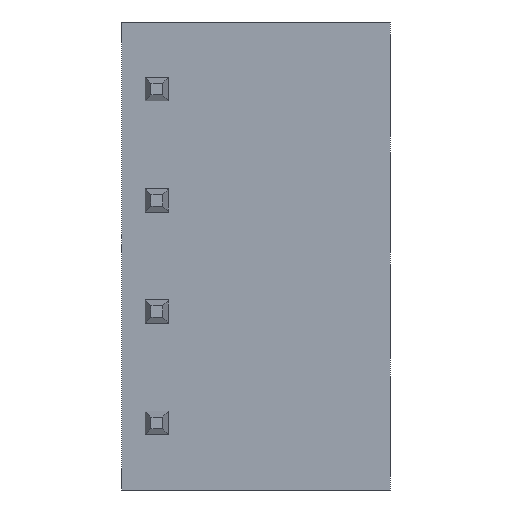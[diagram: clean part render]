
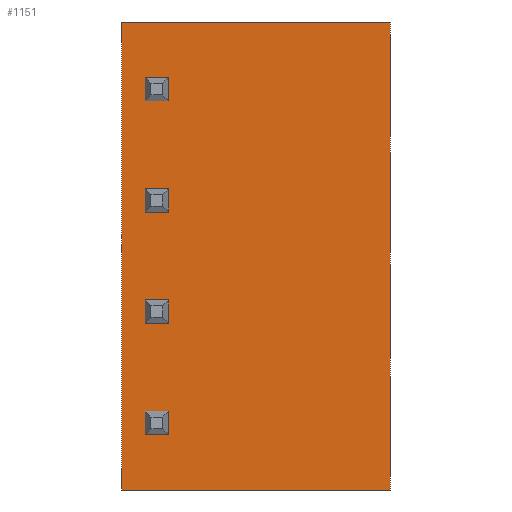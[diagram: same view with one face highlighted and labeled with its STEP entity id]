
A CAD part, left-side view. The second image highlights one B-rep face of the part: STEP entity #1151.
In plain terms, the highlighted planar face has unit normal (-1, 0, 0).
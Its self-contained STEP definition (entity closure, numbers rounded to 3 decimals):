
#189 = EDGE_CURVE('',#190,#192,#194,.T.);
#190 = VERTEX_POINT('',#191);
#191 = CARTESIAN_POINT('',(3.5,9.,5.32));
#192 = VERTEX_POINT('',#193);
#193 = CARTESIAN_POINT('',(3.5,9.,21.35));
#194 = LINE('',#195,#196);
#195 = CARTESIAN_POINT('',(3.5,9.,-9.92));
#196 = VECTOR('',#197,1.);
#197 = DIRECTION('',(0.,0.,1.));
#962 = VERTEX_POINT('',#963);
#963 = CARTESIAN_POINT('',(3.5,18.2,21.35));
#969 = EDGE_CURVE('',#962,#192,#970,.T.);
#970 = LINE('',#971,#972);
#971 = CARTESIAN_POINT('',(3.5,18.2,21.35));
#972 = VECTOR('',#973,1.);
#973 = DIRECTION('',(0.,-1.,0.));
#1077 = VERTEX_POINT('',#1078);
#1078 = CARTESIAN_POINT('',(3.5,18.2,5.32));
#1084 = EDGE_CURVE('',#1077,#962,#1085,.T.);
#1085 = LINE('',#1086,#1087);
#1086 = CARTESIAN_POINT('',(3.5,18.2,-9.92));
#1087 = VECTOR('',#1088,1.);
#1088 = DIRECTION('',(0.,0.,1.));
#1151 = ADVANCED_FACE('',(#1152,#1163,#1197,#1231,#1265),#1299,.T.);
#1152 = FACE_BOUND('',#1153,.T.);
#1153 = EDGE_LOOP('',(#1154,#1155,#1161,#1162));
#1154 = ORIENTED_EDGE('',*,*,#1084,.F.);
#1155 = ORIENTED_EDGE('',*,*,#1156,.T.);
#1156 = EDGE_CURVE('',#1077,#190,#1157,.T.);
#1157 = LINE('',#1158,#1159);
#1158 = CARTESIAN_POINT('',(3.5,18.2,5.32));
#1159 = VECTOR('',#1160,1.);
#1160 = DIRECTION('',(0.,-1.,0.));
#1161 = ORIENTED_EDGE('',*,*,#189,.T.);
#1162 = ORIENTED_EDGE('',*,*,#969,.F.);
#1163 = FACE_BOUND('',#1164,.T.);
#1164 = EDGE_LOOP('',(#1165,#1175,#1183,#1191));
#1165 = ORIENTED_EDGE('',*,*,#1166,.T.);
#1166 = EDGE_CURVE('',#1167,#1169,#1171,.T.);
#1167 = VERTEX_POINT('',#1168);
#1168 = CARTESIAN_POINT('',(3.5,16.6,19.45));
#1169 = VERTEX_POINT('',#1170);
#1170 = CARTESIAN_POINT('',(3.5,16.6,18.65));
#1171 = LINE('',#1172,#1173);
#1172 = CARTESIAN_POINT('',(3.5,16.6,19.45));
#1173 = VECTOR('',#1174,1.);
#1174 = DIRECTION('',(0.,0.,-1.));
#1175 = ORIENTED_EDGE('',*,*,#1176,.T.);
#1176 = EDGE_CURVE('',#1169,#1177,#1179,.T.);
#1177 = VERTEX_POINT('',#1178);
#1178 = CARTESIAN_POINT('',(3.5,17.4,18.65));
#1179 = LINE('',#1180,#1181);
#1180 = CARTESIAN_POINT('',(3.5,16.6,18.65));
#1181 = VECTOR('',#1182,1.);
#1182 = DIRECTION('',(0.,1.,0.));
#1183 = ORIENTED_EDGE('',*,*,#1184,.T.);
#1184 = EDGE_CURVE('',#1177,#1185,#1187,.T.);
#1185 = VERTEX_POINT('',#1186);
#1186 = CARTESIAN_POINT('',(3.5,17.4,19.45));
#1187 = LINE('',#1188,#1189);
#1188 = CARTESIAN_POINT('',(3.5,17.4,18.65));
#1189 = VECTOR('',#1190,1.);
#1190 = DIRECTION('',(0.,0.,1.));
#1191 = ORIENTED_EDGE('',*,*,#1192,.T.);
#1192 = EDGE_CURVE('',#1185,#1167,#1193,.T.);
#1193 = LINE('',#1194,#1195);
#1194 = CARTESIAN_POINT('',(3.5,17.4,19.45));
#1195 = VECTOR('',#1196,1.);
#1196 = DIRECTION('',(0.,-1.,0.));
#1197 = FACE_BOUND('',#1198,.T.);
#1198 = EDGE_LOOP('',(#1199,#1209,#1217,#1225));
#1199 = ORIENTED_EDGE('',*,*,#1200,.T.);
#1200 = EDGE_CURVE('',#1201,#1203,#1205,.T.);
#1201 = VERTEX_POINT('',#1202);
#1202 = CARTESIAN_POINT('',(3.5,16.6,15.64));
#1203 = VERTEX_POINT('',#1204);
#1204 = CARTESIAN_POINT('',(3.5,16.6,14.84));
#1205 = LINE('',#1206,#1207);
#1206 = CARTESIAN_POINT('',(3.5,16.6,15.64));
#1207 = VECTOR('',#1208,1.);
#1208 = DIRECTION('',(0.,0.,-1.));
#1209 = ORIENTED_EDGE('',*,*,#1210,.T.);
#1210 = EDGE_CURVE('',#1203,#1211,#1213,.T.);
#1211 = VERTEX_POINT('',#1212);
#1212 = CARTESIAN_POINT('',(3.5,17.4,14.84));
#1213 = LINE('',#1214,#1215);
#1214 = CARTESIAN_POINT('',(3.5,16.6,14.84));
#1215 = VECTOR('',#1216,1.);
#1216 = DIRECTION('',(0.,1.,0.));
#1217 = ORIENTED_EDGE('',*,*,#1218,.T.);
#1218 = EDGE_CURVE('',#1211,#1219,#1221,.T.);
#1219 = VERTEX_POINT('',#1220);
#1220 = CARTESIAN_POINT('',(3.5,17.4,15.64));
#1221 = LINE('',#1222,#1223);
#1222 = CARTESIAN_POINT('',(3.5,17.4,14.84));
#1223 = VECTOR('',#1224,1.);
#1224 = DIRECTION('',(0.,0.,1.));
#1225 = ORIENTED_EDGE('',*,*,#1226,.T.);
#1226 = EDGE_CURVE('',#1219,#1201,#1227,.T.);
#1227 = LINE('',#1228,#1229);
#1228 = CARTESIAN_POINT('',(3.5,17.4,15.64));
#1229 = VECTOR('',#1230,1.);
#1230 = DIRECTION('',(0.,-1.,0.));
#1231 = FACE_BOUND('',#1232,.T.);
#1232 = EDGE_LOOP('',(#1233,#1243,#1251,#1259));
#1233 = ORIENTED_EDGE('',*,*,#1234,.T.);
#1234 = EDGE_CURVE('',#1235,#1237,#1239,.T.);
#1235 = VERTEX_POINT('',#1236);
#1236 = CARTESIAN_POINT('',(3.5,16.6,11.83));
#1237 = VERTEX_POINT('',#1238);
#1238 = CARTESIAN_POINT('',(3.5,16.6,11.03));
#1239 = LINE('',#1240,#1241);
#1240 = CARTESIAN_POINT('',(3.5,16.6,11.83));
#1241 = VECTOR('',#1242,1.);
#1242 = DIRECTION('',(0.,0.,-1.));
#1243 = ORIENTED_EDGE('',*,*,#1244,.T.);
#1244 = EDGE_CURVE('',#1237,#1245,#1247,.T.);
#1245 = VERTEX_POINT('',#1246);
#1246 = CARTESIAN_POINT('',(3.5,17.4,11.03));
#1247 = LINE('',#1248,#1249);
#1248 = CARTESIAN_POINT('',(3.5,16.6,11.03));
#1249 = VECTOR('',#1250,1.);
#1250 = DIRECTION('',(0.,1.,0.));
#1251 = ORIENTED_EDGE('',*,*,#1252,.T.);
#1252 = EDGE_CURVE('',#1245,#1253,#1255,.T.);
#1253 = VERTEX_POINT('',#1254);
#1254 = CARTESIAN_POINT('',(3.5,17.4,11.83));
#1255 = LINE('',#1256,#1257);
#1256 = CARTESIAN_POINT('',(3.5,17.4,11.03));
#1257 = VECTOR('',#1258,1.);
#1258 = DIRECTION('',(0.,0.,1.));
#1259 = ORIENTED_EDGE('',*,*,#1260,.T.);
#1260 = EDGE_CURVE('',#1253,#1235,#1261,.T.);
#1261 = LINE('',#1262,#1263);
#1262 = CARTESIAN_POINT('',(3.5,17.4,11.83));
#1263 = VECTOR('',#1264,1.);
#1264 = DIRECTION('',(0.,-1.,0.));
#1265 = FACE_BOUND('',#1266,.T.);
#1266 = EDGE_LOOP('',(#1267,#1277,#1285,#1293));
#1267 = ORIENTED_EDGE('',*,*,#1268,.T.);
#1268 = EDGE_CURVE('',#1269,#1271,#1273,.T.);
#1269 = VERTEX_POINT('',#1270);
#1270 = CARTESIAN_POINT('',(3.5,16.6,8.02));
#1271 = VERTEX_POINT('',#1272);
#1272 = CARTESIAN_POINT('',(3.5,16.6,7.22));
#1273 = LINE('',#1274,#1275);
#1274 = CARTESIAN_POINT('',(3.5,16.6,8.02));
#1275 = VECTOR('',#1276,1.);
#1276 = DIRECTION('',(0.,0.,-1.));
#1277 = ORIENTED_EDGE('',*,*,#1278,.T.);
#1278 = EDGE_CURVE('',#1271,#1279,#1281,.T.);
#1279 = VERTEX_POINT('',#1280);
#1280 = CARTESIAN_POINT('',(3.5,17.4,7.22));
#1281 = LINE('',#1282,#1283);
#1282 = CARTESIAN_POINT('',(3.5,16.6,7.22));
#1283 = VECTOR('',#1284,1.);
#1284 = DIRECTION('',(0.,1.,0.));
#1285 = ORIENTED_EDGE('',*,*,#1286,.T.);
#1286 = EDGE_CURVE('',#1279,#1287,#1289,.T.);
#1287 = VERTEX_POINT('',#1288);
#1288 = CARTESIAN_POINT('',(3.5,17.4,8.02));
#1289 = LINE('',#1290,#1291);
#1290 = CARTESIAN_POINT('',(3.5,17.4,7.22));
#1291 = VECTOR('',#1292,1.);
#1292 = DIRECTION('',(0.,0.,1.));
#1293 = ORIENTED_EDGE('',*,*,#1294,.T.);
#1294 = EDGE_CURVE('',#1287,#1269,#1295,.T.);
#1295 = LINE('',#1296,#1297);
#1296 = CARTESIAN_POINT('',(3.5,17.4,8.02));
#1297 = VECTOR('',#1298,1.);
#1298 = DIRECTION('',(0.,-1.,0.));
#1299 = PLANE('',#1300);
#1300 = AXIS2_PLACEMENT_3D('',#1301,#1302,#1303);
#1301 = CARTESIAN_POINT('',(3.5,18.2,-9.92));
#1302 = DIRECTION('',(-1.,0.,0.));
#1303 = DIRECTION('',(0.,0.,1.));
